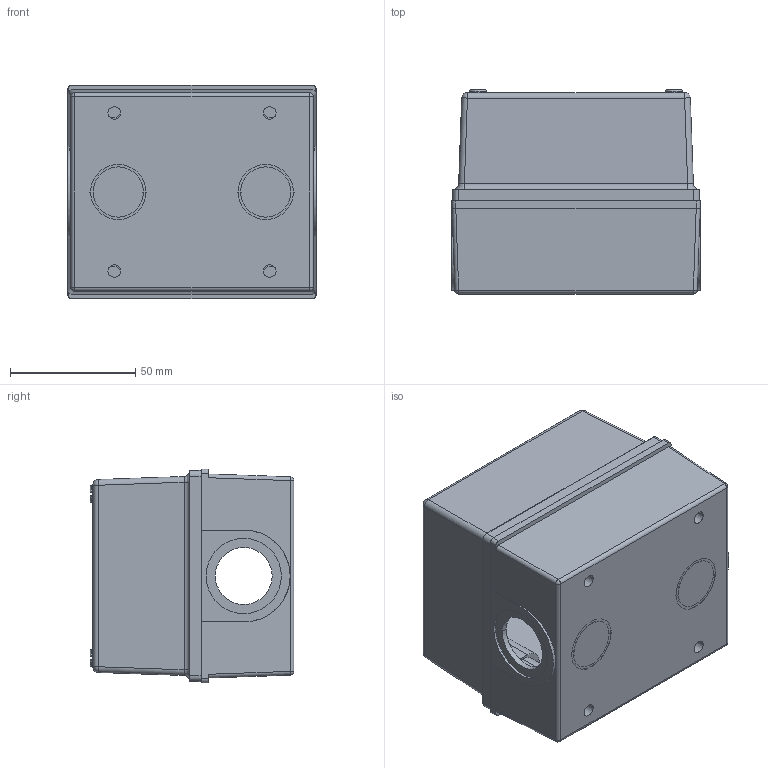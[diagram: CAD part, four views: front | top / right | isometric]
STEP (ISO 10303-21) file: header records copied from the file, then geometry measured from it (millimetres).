
FILE_DESCRIPTION((''),'2;1');
FILE_NAME('800F-1MP_SIMPLIFIED_ASM','2013-06-27T',('jqtang'),('Rockwell Automation'),'PRO/ENGINEER BY PARAMETRIC TECHNOLOGY CORPORATION, 2010140','PRO/ENGINEER BY PARAMETRIC TECHNOLOGY CORPORATION, 2010140','');
FILE_SCHEMA(('CONFIG_CONTROL_DESIGN'));
Length unit declared in the file: inch
Products named in the file (4): 40371-431-01BASE_SIMPLIFIED; 40371-431-01COVER_SIMPLIFIED; 40371-431-COVRSCRW; 800F-1MP_SIMPLIFIED_ASM
Assembly tree (6 placements, depth 2):
  800F-1MP_SIMPLIFIED_ASM
    40371-431-01BASE_SIMPLIFIED
    40371-431-01COVER_SIMPLIFIED
    40371-431-COVRSCRW  x4
Bounding box: 99 x 81.22 x 85 mm (x, y, z)
Volume: 164394.8 mm3; surface area: 95392.2 mm2
Topology: 6 solids, 6 shells, 465 faces, 1122 edges, 718 vertices
Faces by surface type: cylinder 206, plane 195, torus 30, cone 20, sphere 10, bspline 4
Entity records: 12393 total; most frequent: CARTESIAN_POINT 2457, DIRECTION 2170, ORIENTED_EDGE 1968, EDGE_CURVE 984, AXIS2_PLACEMENT_3D 812, VERTEX_POINT 628, VECTOR 546, LINE 546
